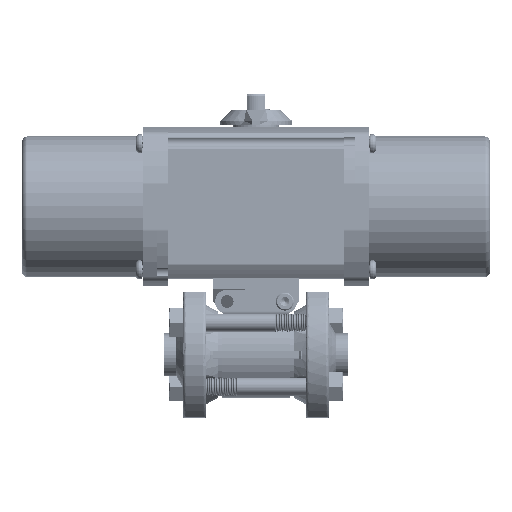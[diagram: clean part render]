
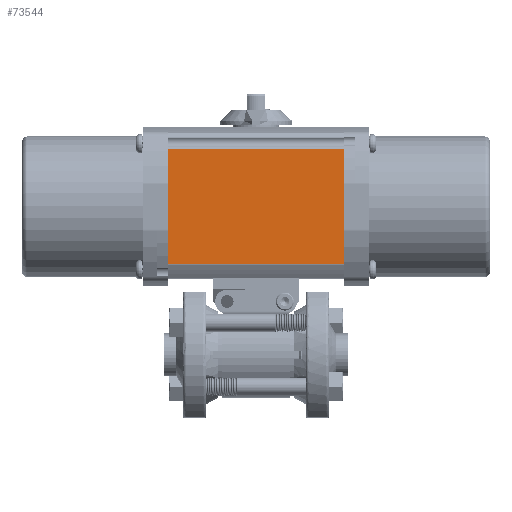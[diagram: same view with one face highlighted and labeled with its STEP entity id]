
A CAD part, top view. The second image highlights one B-rep face of the part: STEP entity #73544.
In plain terms, the highlighted planar face has unit normal (0, 0, 1).
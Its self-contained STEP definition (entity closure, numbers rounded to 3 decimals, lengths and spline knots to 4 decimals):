
#1529 = DIRECTION ( 'NONE',  ( -1., 0., 0. ) ) ;
#15330 = CARTESIAN_POINT ( 'NONE',  ( 1.5275, 3.5621, 1.17 ) ) ;
#16941 = CARTESIAN_POINT ( 'NONE',  ( 1.5275, 3.5694, 1.17 ) ) ;
#17521 = ORIENTED_EDGE ( 'NONE', *, *, #111550, .T. ) ;
#20935 = CARTESIAN_POINT ( 'NONE',  ( -1.5275, 3.5621, 1.17 ) ) ;
#33691 = DIRECTION ( 'NONE',  ( 0., -1., 0. ) ) ;
#37672 = VERTEX_POINT ( 'NONE', #79786 ) ;
#39651 = VECTOR ( 'NONE', #101667, 39.3701 ) ;
#44644 = LINE ( 'NONE', #133980, #219620 ) ;
#53364 = EDGE_CURVE ( 'NONE', #183201, #194433, #156465, .T. ) ;
#62136 = FACE_OUTER_BOUND ( 'NONE', #118081, .T. ) ;
#62341 = AXIS2_PLACEMENT_3D ( 'NONE', #100892, #135066, #33691 ) ;
#64645 = LINE ( 'NONE', #16941, #88369 ) ;
#73544 = ADVANCED_FACE ( 'NONE', ( #62136 ), #218878, .F. ) ;
#79786 = CARTESIAN_POINT ( 'NONE',  ( 1.5275, 1.5679, 1.17 ) ) ;
#85805 = CARTESIAN_POINT ( 'NONE',  ( -5.0403, 3.5621, 1.17 ) ) ;
#88369 = VECTOR ( 'NONE', #118249, 39.3701 ) ;
#100892 = CARTESIAN_POINT ( 'NONE',  ( -5.0403, 3.5694, 1.17 ) ) ;
#101667 = DIRECTION ( 'NONE',  ( 1., 0., 0. ) ) ;
#111550 = EDGE_CURVE ( 'NONE', #111772, #37672, #180195, .T. ) ;
#111772 = VERTEX_POINT ( 'NONE', #180827 ) ;
#118081 = EDGE_LOOP ( 'NONE', ( #215668, #121380, #169280, #17521 ) ) ;
#118249 = DIRECTION ( 'NONE',  ( 0., -1., 0. ) ) ;
#119379 = CARTESIAN_POINT ( 'NONE',  ( -5.0403, 1.5679, 1.17 ) ) ;
#121380 = ORIENTED_EDGE ( 'NONE', *, *, #53364, .T. ) ;
#127195 = VECTOR ( 'NONE', #1529, 39.3701 ) ;
#133980 = CARTESIAN_POINT ( 'NONE',  ( -1.5275, 3.5694, 1.17 ) ) ;
#135066 = DIRECTION ( 'NONE',  ( 0., 0., -1. ) ) ;
#148554 = EDGE_CURVE ( 'NONE', #183201, #37672, #64645, .T. ) ;
#156465 = LINE ( 'NONE', #85805, #127195 ) ;
#164291 = EDGE_CURVE ( 'NONE', #111772, #194433, #44644, .T. ) ;
#169280 = ORIENTED_EDGE ( 'NONE', *, *, #164291, .F. ) ;
#180195 = LINE ( 'NONE', #119379, #39651 ) ;
#180827 = CARTESIAN_POINT ( 'NONE',  ( -1.5275, 1.5679, 1.17 ) ) ;
#183201 = VERTEX_POINT ( 'NONE', #15330 ) ;
#185174 = DIRECTION ( 'NONE',  ( 0., 1., 0. ) ) ;
#194433 = VERTEX_POINT ( 'NONE', #20935 ) ;
#215668 = ORIENTED_EDGE ( 'NONE', *, *, #148554, .F. ) ;
#218878 = PLANE ( 'NONE',  #62341 ) ;
#219620 = VECTOR ( 'NONE', #185174, 39.3701 ) ;
